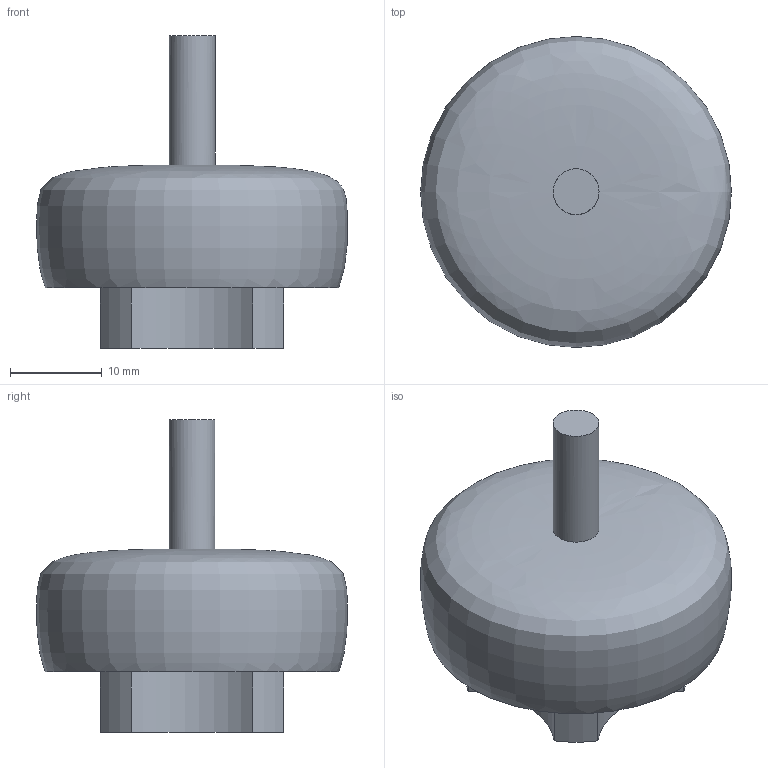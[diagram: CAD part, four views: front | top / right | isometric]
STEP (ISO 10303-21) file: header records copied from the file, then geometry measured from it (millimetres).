
FILE_DESCRIPTION(/* description */ (''),/* implementation_level */ '2;1');
FILE_NAME(/* name */ 'EMAX ECO2 2807.step',/* time_stamp */ '2022-01-24T09:07:04+01:00',/* author */ (''),/* organization */ (''),/* preprocessor_version */ 'ST-DEVELOPER v18.1',/* originating_system */ 'Autodesk Translation Framework v10.13.0.1454',/* authorisation */ '');
FILE_SCHEMA (('AUTOMOTIVE_DESIGN { 1 0 10303 214 3 1 1 }'));
Length unit declared in the file: millimetre
Products named in the file (1): EMAX ECO2 2807
Bounding box: 33.88 x 33.9 x 34.1 mm (x, y, z)
Volume: 12629.9 mm3; surface area: 4057.9 mm2
Topology: 1 solids, 1 shells, 23 faces, 44 edges, 29 vertices
Faces by surface type: cylinder 14, plane 8, bspline 1
Full cylindrical faces by diameter (mm): 3 x4, 5 x1, 10 x1
Entity records: 858 total; most frequent: CARTESIAN_POINT 333, DIRECTION 116, ORIENTED_EDGE 88, AXIS2_PLACEMENT_3D 51, EDGE_CURVE 44, EDGE_LOOP 29, VERTEX_POINT 29, CIRCLE 28
